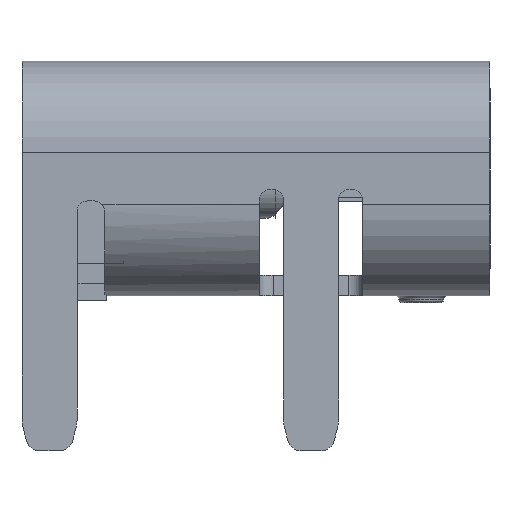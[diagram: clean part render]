
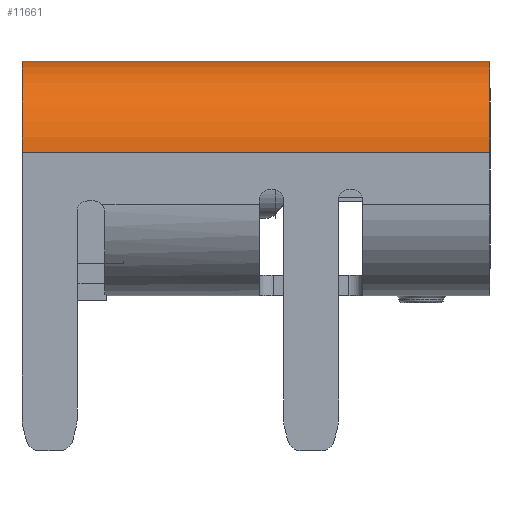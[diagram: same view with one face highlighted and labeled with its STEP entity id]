
A CAD part, left-side view. The second image highlights one B-rep face of the part: STEP entity #11661.
In plain terms, the highlighted cylindrical face has radius 1.33 mm (diameter 2.66 mm), a partial arc.
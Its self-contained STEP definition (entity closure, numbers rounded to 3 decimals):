
#316=CIRCLE('',#12513,1.33);
#346=CIRCLE('',#12660,1.33);
#490=CYLINDRICAL_SURFACE('',#12665,1.33);
#889=FACE_OUTER_BOUND('',#1528,.T.);
#1528=EDGE_LOOP('',(#8644,#8645,#8646,#8647));
#2099=LINE('',#16756,#3346);
#2345=LINE('',#18244,#3592);
#3346=VECTOR('',#13498,1000.);
#3592=VECTOR('',#14208,1000.);
#4552=VERTEX_POINT('',#16753);
#4553=VERTEX_POINT('',#16755);
#4757=VERTEX_POINT('',#17337);
#4818=VERTEX_POINT('',#17496);
#5655=EDGE_CURVE('',#4552,#4553,#2099,.T.);
#6080=EDGE_CURVE('',#4757,#4818,#2345,.T.);
#6136=EDGE_CURVE('',#4552,#4757,#316,.T.);
#6304=EDGE_CURVE('',#4553,#4818,#346,.T.);
#8644=ORIENTED_EDGE('',*,*,#5655,.F.);
#8645=ORIENTED_EDGE('',*,*,#6136,.T.);
#8646=ORIENTED_EDGE('',*,*,#6080,.T.);
#8647=ORIENTED_EDGE('',*,*,#6304,.F.);
#11661=ADVANCED_FACE('',(#889),#490,.T.);
#12513=AXIS2_PLACEMENT_3D('',#18349,#14302,#14303);
#12660=AXIS2_PLACEMENT_3D('',#18947,#14716,#14717);
#12665=AXIS2_PLACEMENT_3D('',#18952,#14726,#14727);
#13498=DIRECTION('',(0.,0.,-1.));
#14208=DIRECTION('',(0.,0.,-1.));
#14302=DIRECTION('center_axis',(0.,0.,-1.));
#14303=DIRECTION('ref_axis',(-1.,0.,0.));
#14716=DIRECTION('center_axis',(0.,0.,-1.));
#14717=DIRECTION('ref_axis',(-1.,0.,0.));
#14726=DIRECTION('center_axis',(0.,0.,-1.));
#14727=DIRECTION('ref_axis',(1.,0.,0.));
#16753=CARTESIAN_POINT('',(-4.47,2.18,3.45));
#16755=CARTESIAN_POINT('',(-4.47,2.18,-3.35));
#16756=CARTESIAN_POINT('',(-4.47,2.18,3.45));
#17337=CARTESIAN_POINT('',(-3.14,3.51,3.45));
#17496=CARTESIAN_POINT('',(-3.14,3.51,-3.35));
#18244=CARTESIAN_POINT('',(-3.14,3.51,3.45));
#18349=CARTESIAN_POINT('Origin',(-3.14,2.18,3.45));
#18947=CARTESIAN_POINT('Origin',(-3.14,2.18,-3.35));
#18952=CARTESIAN_POINT('Origin',(-3.14,2.18,3.45));
